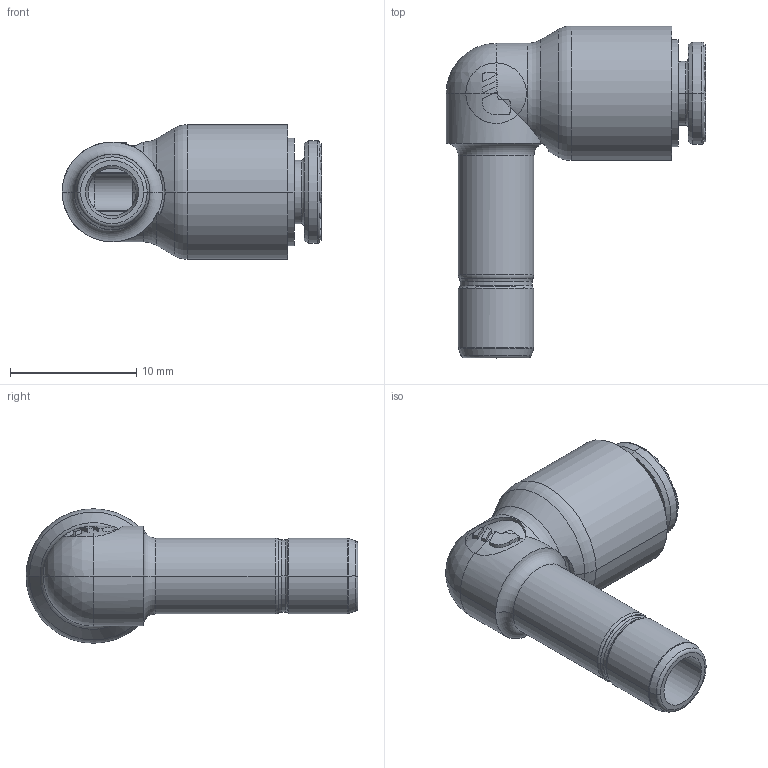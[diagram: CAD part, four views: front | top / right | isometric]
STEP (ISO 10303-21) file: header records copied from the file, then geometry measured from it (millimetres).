
FILE_DESCRIPTION(('STEP AP214'),'1');
FILE_NAME('6882_04_06.stp','2016-07-07T14:49:01',('TraceParts'),('TraceParts S.A.'),'Spatial InterOp 3D',' ',' ');
FILE_SCHEMA(('automotive_design'));
Length unit declared in the file: millimetre
Products named in the file (6): V882-04-06_ASM|Next assembly relationship#44124-16_ASM|Next assembly relationship#44124-10;44124-10; V882-04-06_ASM|Next assembly relationship#44124-16_ASM|Next assembly relationship#44104;44104; V882-04-06_ASM|Next assembly relationship#44124-16_ASM|Next assembly relationship#44104-27;44104-27; V882-04-06_ASM|Next assembly relationship#44124-16_ASM|Next assembly relationship#44124-20;44124-20; V882-04-06_ASM|Next assembly relationship#44516-66-33;44516-66-33; V882-04-06_ASM|Next assembly relationship#44104-11-10_ASS;44104-11-10_ASS
Bounding box: 20.55 x 26.27 x 10.65 mm (x, y, z)
Volume: 1312.8 mm3; surface area: 2211.3 mm2
Topology: 6 solids, 6 shells, 715 faces, 1822 edges, 1127 vertices
Faces by surface type: plane 191, cylinder 147, torus 119, extrusion 99, cone 77, bspline 72, sphere 10
Entity records: 26542 total; most frequent: CARTESIAN_POINT 9968, ORIENTED_EDGE 3630, DIRECTION 3120, EDGE_CURVE 1815, AXIS2_PLACEMENT_3D 1152, VERTEX_POINT 1127, VECTOR 816, EDGE_LOOP 742
